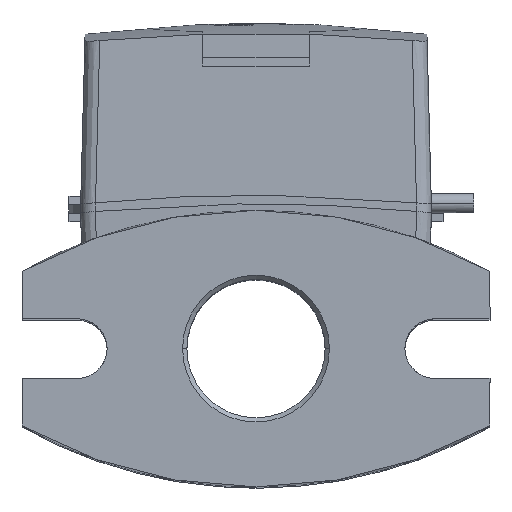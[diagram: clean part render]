
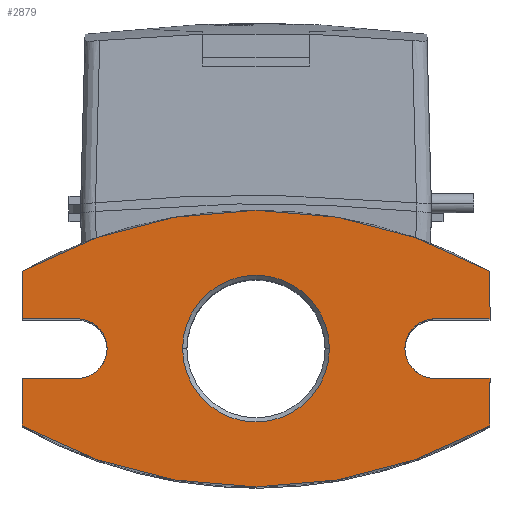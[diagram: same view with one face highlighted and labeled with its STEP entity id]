
A CAD part, top view. The second image highlights one B-rep face of the part: STEP entity #2879.
In plain terms, the highlighted planar face has unit normal (0, 0, 1).
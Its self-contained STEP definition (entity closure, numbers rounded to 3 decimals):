
#43 = CIRCLE ( 'NONE', #4808, 112.92 ) ;
#60 = DIRECTION ( 'NONE',  ( 1., 0., 0. ) ) ;
#142 = ORIENTED_EDGE ( 'NONE', *, *, #688, .F. ) ;
#194 = EDGE_CURVE ( 'NONE', #4206, #635, #461, .T. ) ;
#212 = AXIS2_PLACEMENT_3D ( 'NONE', #4648, #3711, #2051 ) ;
#256 = LINE ( 'NONE', #2390, #3358 ) ;
#257 = CARTESIAN_POINT ( 'NONE',  ( 0., 0., 95. ) ) ;
#351 = CARTESIAN_POINT ( 'NONE',  ( 42., 0., 95. ) ) ;
#461 = LINE ( 'NONE', #3195, #1312 ) ;
#558 = CARTESIAN_POINT ( 'NONE',  ( 17.25, 0., 95. ) ) ;
#635 = VERTEX_POINT ( 'NONE', #4958 ) ;
#640 = VERTEX_POINT ( 'NONE', #4523 ) ;
#656 = AXIS2_PLACEMENT_3D ( 'NONE', #351, #3744, #741 ) ;
#688 = EDGE_CURVE ( 'NONE', #2176, #4371, #3310, .T. ) ;
#722 = CARTESIAN_POINT ( 'NONE',  ( -55., -18.2, 95. ) ) ;
#741 = DIRECTION ( 'NONE',  ( 1., 0., 0. ) ) ;
#768 = ORIENTED_EDGE ( 'NONE', *, *, #2118, .F. ) ;
#771 = VECTOR ( 'NONE', #4186, 1000. ) ;
#849 = VECTOR ( 'NONE', #1766, 1000. ) ;
#896 = FACE_OUTER_BOUND ( 'NONE', #1259, .T. ) ;
#931 = AXIS2_PLACEMENT_3D ( 'NONE', #4624, #2126, #2146 ) ;
#941 = AXIS2_PLACEMENT_3D ( 'NONE', #257, #1900, #1878 ) ;
#1125 = CARTESIAN_POINT ( 'NONE',  ( 0., 20.955, 95. ) ) ;
#1139 = ORIENTED_EDGE ( 'NONE', *, *, #3598, .T. ) ;
#1167 = DIRECTION ( 'NONE',  ( 1., 0., 0. ) ) ;
#1173 = LINE ( 'NONE', #4342, #849 ) ;
#1206 = EDGE_CURVE ( 'NONE', #1796, #640, #4858, .T. ) ;
#1253 = CARTESIAN_POINT ( 'NONE',  ( 55., 7., 95. ) ) ;
#1259 = EDGE_LOOP ( 'NONE', ( #3780, #1270, #5104, #4755, #2926, #3763, #768, #142, #2066, #1139, #3485, #4074, #3474 ) ) ;
#1270 = ORIENTED_EDGE ( 'NONE', *, *, #2887, .T. ) ;
#1312 = VECTOR ( 'NONE', #1454, 1000. ) ;
#1375 = CARTESIAN_POINT ( 'NONE',  ( 55., -7., 95. ) ) ;
#1407 = CARTESIAN_POINT ( 'NONE',  ( -55., -7., 95. ) ) ;
#1454 = DIRECTION ( 'NONE',  ( 1., 0., 0. ) ) ;
#1485 = LINE ( 'NONE', #5410, #4502 ) ;
#1671 = AXIS2_PLACEMENT_3D ( 'NONE', #3393, #2557, #3832 ) ;
#1708 = CARTESIAN_POINT ( 'NONE',  ( -42., 0., 95. ) ) ;
#1766 = DIRECTION ( 'NONE',  ( 0., 1., 0. ) ) ;
#1796 = VERTEX_POINT ( 'NONE', #1375 ) ;
#1878 = DIRECTION ( 'NONE',  ( 1., 0., 0. ) ) ;
#1900 = DIRECTION ( 'NONE',  ( 0., 0., -1. ) ) ;
#1907 = EDGE_CURVE ( 'NONE', #635, #2406, #4446, .T. ) ;
#1974 = VERTEX_POINT ( 'NONE', #558 ) ;
#2051 = DIRECTION ( 'NONE',  ( 1., 0., 0. ) ) ;
#2066 = ORIENTED_EDGE ( 'NONE', *, *, #3874, .F. ) ;
#2090 = EDGE_CURVE ( 'NONE', #4294, #2770, #3634, .T. ) ;
#2118 = EDGE_CURVE ( 'NONE', #4371, #2406, #2952, .T. ) ;
#2126 = DIRECTION ( 'NONE',  ( 0., 0., -1. ) ) ;
#2142 = CARTESIAN_POINT ( 'NONE',  ( 35., 0., 95. ) ) ;
#2146 = DIRECTION ( 'NONE',  ( 1., 0., 0. ) ) ;
#2156 = DIRECTION ( 'NONE',  ( 0., 0., -1. ) ) ;
#2176 = VERTEX_POINT ( 'NONE', #722 ) ;
#2301 = EDGE_LOOP ( 'NONE', ( #4516, #4137 ) ) ;
#2388 = EDGE_CURVE ( 'NONE', #4547, #4673, #2555, .T. ) ;
#2390 = CARTESIAN_POINT ( 'NONE',  ( 55., 20.955, 95. ) ) ;
#2406 = VERTEX_POINT ( 'NONE', #4272 ) ;
#2469 = VERTEX_POINT ( 'NONE', #1253 ) ;
#2555 = CIRCLE ( 'NONE', #931, 112.92 ) ;
#2557 = DIRECTION ( 'NONE',  ( 0., 0., -1. ) ) ;
#2671 = CARTESIAN_POINT ( 'NONE',  ( -55., 7., 95. ) ) ;
#2770 = VERTEX_POINT ( 'NONE', #2829 ) ;
#2829 = CARTESIAN_POINT ( 'NONE',  ( 42., 7., 95. ) ) ;
#2879 = ADVANCED_FACE ( 'NONE', ( #3491, #896 ), #3305, .T. ) ;
#2886 = CARTESIAN_POINT ( 'NONE',  ( 0., 7., 95. ) ) ;
#2887 = EDGE_CURVE ( 'NONE', #2469, #4673, #256, .T. ) ;
#2926 = ORIENTED_EDGE ( 'NONE', *, *, #194, .T. ) ;
#2952 = LINE ( 'NONE', #3697, #4588 ) ;
#2983 = CARTESIAN_POINT ( 'NONE',  ( 0., 80.42, 95. ) ) ;
#3027 = DIRECTION ( 'NONE',  ( 1., 0., 0. ) ) ;
#3195 = CARTESIAN_POINT ( 'NONE',  ( 0., 7., 95. ) ) ;
#3235 = DIRECTION ( 'NONE',  ( 0., 1., 0. ) ) ;
#3291 = DIRECTION ( 'NONE',  ( 0., 1., 0. ) ) ;
#3305 = PLANE ( 'NONE',  #4875 ) ;
#3310 = LINE ( 'NONE', #3344, #4735 ) ;
#3344 = CARTESIAN_POINT ( 'NONE',  ( -55., 20.955, 95. ) ) ;
#3358 = VECTOR ( 'NONE', #3291, 1000. ) ;
#3393 = CARTESIAN_POINT ( 'NONE',  ( 42., 0., 95. ) ) ;
#3451 = AXIS2_PLACEMENT_3D ( 'NONE', #1708, #2156, #3027 ) ;
#3474 = ORIENTED_EDGE ( 'NONE', *, *, #2090, .T. ) ;
#3485 = ORIENTED_EDGE ( 'NONE', *, *, #1206, .T. ) ;
#3491 = FACE_BOUND ( 'NONE', #2301, .T. ) ;
#3598 = EDGE_CURVE ( 'NONE', #4830, #1796, #1485, .T. ) ;
#3634 = CIRCLE ( 'NONE', #656, 7. ) ;
#3697 = CARTESIAN_POINT ( 'NONE',  ( 0., -7., 95. ) ) ;
#3711 = DIRECTION ( 'NONE',  ( 0., 0., -1. ) ) ;
#3744 = DIRECTION ( 'NONE',  ( 0., 0., -1. ) ) ;
#3763 = ORIENTED_EDGE ( 'NONE', *, *, #1907, .T. ) ;
#3780 = ORIENTED_EDGE ( 'NONE', *, *, #4105, .F. ) ;
#3795 = CARTESIAN_POINT ( 'NONE',  ( -55., 18.2, 95. ) ) ;
#3799 = EDGE_CURVE ( 'NONE', #640, #4294, #5053, .T. ) ;
#3832 = DIRECTION ( 'NONE',  ( 1., 0., 0. ) ) ;
#3874 = EDGE_CURVE ( 'NONE', #4830, #2176, #43, .T. ) ;
#3957 = VERTEX_POINT ( 'NONE', #5212 ) ;
#4074 = ORIENTED_EDGE ( 'NONE', *, *, #3799, .T. ) ;
#4105 = EDGE_CURVE ( 'NONE', #2469, #2770, #5468, .T. ) ;
#4137 = ORIENTED_EDGE ( 'NONE', *, *, #4898, .T. ) ;
#4186 = DIRECTION ( 'NONE',  ( -1., 0., 0. ) ) ;
#4206 = VERTEX_POINT ( 'NONE', #2671 ) ;
#4272 = CARTESIAN_POINT ( 'NONE',  ( -42., -7., 95. ) ) ;
#4294 = VERTEX_POINT ( 'NONE', #2142 ) ;
#4334 = DIRECTION ( 'NONE',  ( 0., 0., -1. ) ) ;
#4342 = CARTESIAN_POINT ( 'NONE',  ( -55., 20.955, 95. ) ) ;
#4371 = VERTEX_POINT ( 'NONE', #1407 ) ;
#4446 = CIRCLE ( 'NONE', #3451, 7. ) ;
#4502 = VECTOR ( 'NONE', #3235, 1000. ) ;
#4516 = ORIENTED_EDGE ( 'NONE', *, *, #5286, .T. ) ;
#4523 = CARTESIAN_POINT ( 'NONE',  ( 42., -7., 95. ) ) ;
#4547 = VERTEX_POINT ( 'NONE', #3795 ) ;
#4574 = CARTESIAN_POINT ( 'NONE',  ( 0., -7., 95. ) ) ;
#4588 = VECTOR ( 'NONE', #1167, 1000. ) ;
#4618 = DIRECTION ( 'NONE',  ( -1., 0., 0. ) ) ;
#4624 = CARTESIAN_POINT ( 'NONE',  ( 0., -80.42, 95. ) ) ;
#4648 = CARTESIAN_POINT ( 'NONE',  ( 0., 0., 95. ) ) ;
#4673 = VERTEX_POINT ( 'NONE', #5231 ) ;
#4704 = CIRCLE ( 'NONE', #212, 17.25 ) ;
#4735 = VECTOR ( 'NONE', #5079, 1000. ) ;
#4755 = ORIENTED_EDGE ( 'NONE', *, *, #5292, .F. ) ;
#4789 = CIRCLE ( 'NONE', #941, 17.25 ) ;
#4808 = AXIS2_PLACEMENT_3D ( 'NONE', #2983, #4334, #60 ) ;
#4830 = VERTEX_POINT ( 'NONE', #5347 ) ;
#4858 = LINE ( 'NONE', #4574, #5002 ) ;
#4875 = AXIS2_PLACEMENT_3D ( 'NONE', #1125, #5455, #5438 ) ;
#4898 = EDGE_CURVE ( 'NONE', #3957, #1974, #4704, .T. ) ;
#4958 = CARTESIAN_POINT ( 'NONE',  ( -42., 7., 95. ) ) ;
#5002 = VECTOR ( 'NONE', #4618, 1000. ) ;
#5053 = CIRCLE ( 'NONE', #1671, 7. ) ;
#5079 = DIRECTION ( 'NONE',  ( 0., 1., 0. ) ) ;
#5104 = ORIENTED_EDGE ( 'NONE', *, *, #2388, .F. ) ;
#5212 = CARTESIAN_POINT ( 'NONE',  ( -17.25, 0., 95. ) ) ;
#5231 = CARTESIAN_POINT ( 'NONE',  ( 55., 18.2, 95. ) ) ;
#5286 = EDGE_CURVE ( 'NONE', #1974, #3957, #4789, .T. ) ;
#5292 = EDGE_CURVE ( 'NONE', #4206, #4547, #1173, .T. ) ;
#5347 = CARTESIAN_POINT ( 'NONE',  ( 55., -18.2, 95. ) ) ;
#5410 = CARTESIAN_POINT ( 'NONE',  ( 55., 20.955, 95. ) ) ;
#5438 = DIRECTION ( 'NONE',  ( 1., 0., 0. ) ) ;
#5455 = DIRECTION ( 'NONE',  ( 0., 0., 1. ) ) ;
#5468 = LINE ( 'NONE', #2886, #771 ) ;
